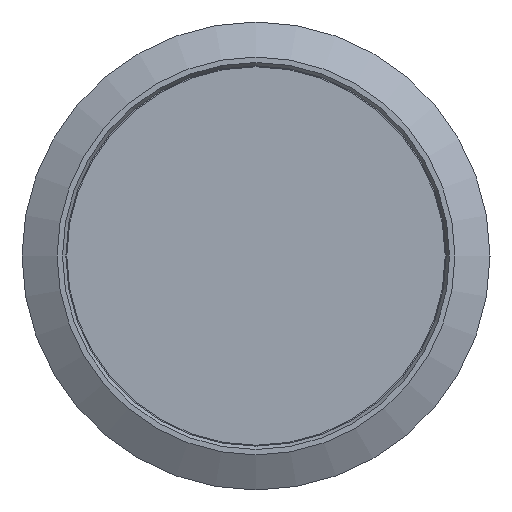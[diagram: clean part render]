
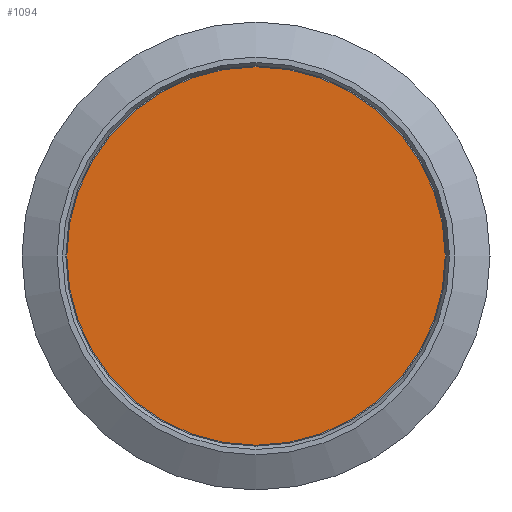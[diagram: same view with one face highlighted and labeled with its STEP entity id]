
A CAD part, front view. The second image highlights one B-rep face of the part: STEP entity #1094.
In plain terms, the highlighted planar face has unit normal (0, -1, 0).
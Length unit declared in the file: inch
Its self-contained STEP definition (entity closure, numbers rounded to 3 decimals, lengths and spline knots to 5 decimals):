
#19 = CARTESIAN_POINT ( 'NONE',  ( 0., -1.79134, 0. ) ) ;
#169 = DIRECTION ( 'NONE',  ( 0., -1., 0. ) ) ;
#324 = EDGE_CURVE ( 'NONE', #408, #408, #1824, .T. ) ;
#408 = VERTEX_POINT ( 'NONE', #1085 ) ;
#459 = DIRECTION ( 'NONE',  ( 0., 0., -1. ) ) ;
#464 = DIRECTION ( 'NONE',  ( 0., -1., 0. ) ) ;
#487 = AXIS2_PLACEMENT_3D ( 'NONE', #601, #464, #1488 ) ;
#601 = CARTESIAN_POINT ( 'NONE',  ( 0., -1.79134, 0. ) ) ;
#1085 = CARTESIAN_POINT ( 'NONE',  ( 0., -1.79134, -0.12736 ) ) ;
#1094 = ADVANCED_FACE ( 'NONE', ( #1243 ), #1641, .T. ) ;
#1243 = FACE_OUTER_BOUND ( 'NONE', #1683, .T. ) ;
#1347 = ORIENTED_EDGE ( 'NONE', *, *, #324, .T. ) ;
#1488 = DIRECTION ( 'NONE',  ( 0., 0., -1. ) ) ;
#1641 = PLANE ( 'NONE',  #1903 ) ;
#1683 = EDGE_LOOP ( 'NONE', ( #1347 ) ) ;
#1824 = CIRCLE ( 'NONE', #487, 0.12736 ) ;
#1903 = AXIS2_PLACEMENT_3D ( 'NONE', #19, #169, #459 ) ;
